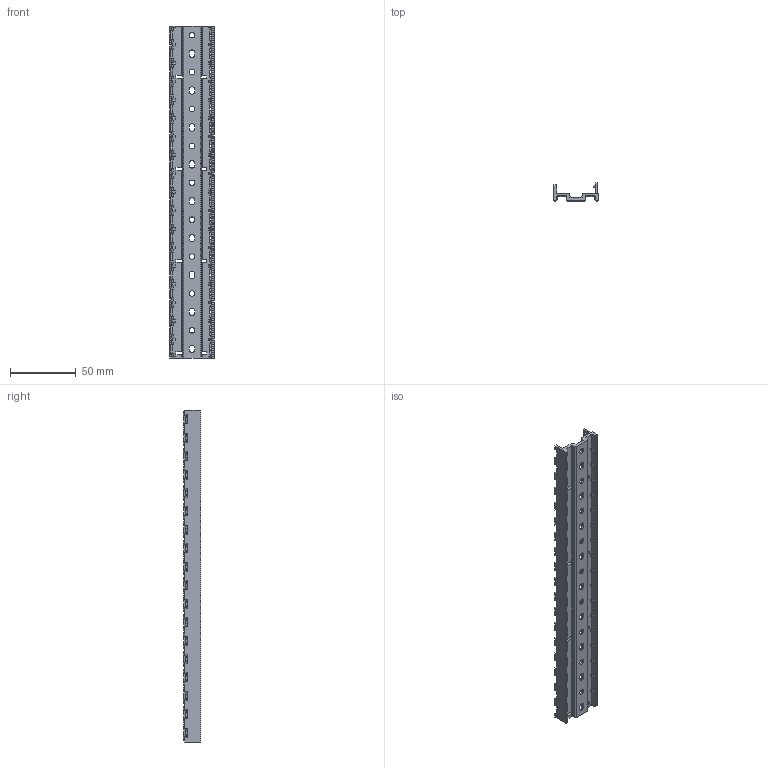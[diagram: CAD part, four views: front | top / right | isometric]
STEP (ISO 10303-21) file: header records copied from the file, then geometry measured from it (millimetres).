
FILE_DESCRIPTION((''),'2;1');
FILE_NAME('00175161800','2019-10-24T',('presta_be4'),(''),'CREO PARAMETRIC BY PTC INC, 2018360','CREO PARAMETRIC BY PTC INC, 2018360','');
FILE_SCHEMA(('CONFIG_CONTROL_DESIGN'));
Length unit declared in the file: millimetre
Products named in the file (1): 00175161800
Bounding box: 33.55 x 13.25 x 252 mm (x, y, z)
Volume: 25761.6 mm3; surface area: 32627.2 mm2
Topology: 1 solids, 1 shells, 1406 faces, 4272 edges, 2788 vertices
Faces by surface type: plane 962, cylinder 444
Entity records: 48267 total; most frequent: CARTESIAN_POINT 9307, ORIENTED_EDGE 8544, DIRECTION 7828, EDGE_CURVE 4272, VECTOR 3168, LINE 3168, VERTEX_POINT 2788, AXIS2_PLACEMENT_3D 2330
